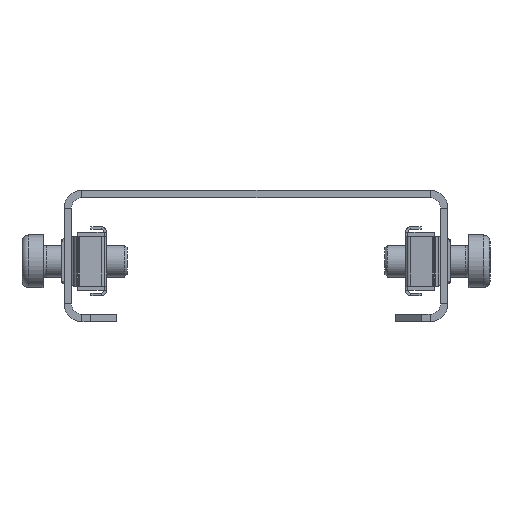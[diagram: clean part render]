
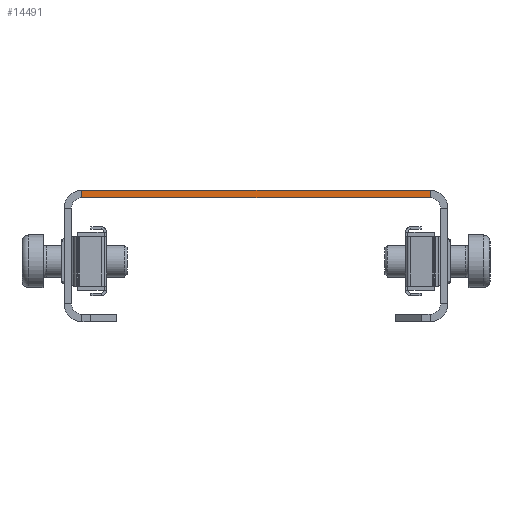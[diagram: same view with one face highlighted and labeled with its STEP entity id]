
A CAD part, left-side view. The second image highlights one B-rep face of the part: STEP entity #14491.
In plain terms, the highlighted planar face has unit normal (-1, 0, 0).
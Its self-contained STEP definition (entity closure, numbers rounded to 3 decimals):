
#777 = DIRECTION ( 'NONE',  ( 0., 1., 0. ) ) ;
#894 = FACE_OUTER_BOUND ( 'NONE', #19260, .T. ) ;
#1524 = VERTEX_POINT ( 'NONE', #13483 ) ;
#3802 = CARTESIAN_POINT ( 'NONE',  ( -195.5, 35.1, 9.1 ) ) ;
#5084 = CARTESIAN_POINT ( 'NONE',  ( -195.5, 36.5, 11.1 ) ) ;
#5506 = VERTEX_POINT ( 'NONE', #20170 ) ;
#5838 = PLANE ( 'NONE',  #21959 ) ;
#6795 = VECTOR ( 'NONE', #13960, 1000. ) ;
#7274 = VERTEX_POINT ( 'NONE', #22617 ) ;
#7279 = EDGE_CURVE ( 'NONE', #1524, #7274, #23656, .T. ) ;
#7340 = CARTESIAN_POINT ( 'NONE',  ( -195.5, 36.5, 12.5 ) ) ;
#8571 = ORIENTED_EDGE ( 'NONE', *, *, #28436, .T. ) ;
#8795 = VECTOR ( 'NONE', #23641, 1000. ) ;
#11026 = ORIENTED_EDGE ( 'NONE', *, *, #7279, .T. ) ;
#12474 = ORIENTED_EDGE ( 'NONE', *, *, #18585, .F. ) ;
#13483 = CARTESIAN_POINT ( 'NONE',  ( -195.5, -33.1, 12.5 ) ) ;
#13880 = EDGE_CURVE ( 'NONE', #5506, #1524, #14649, .T. ) ;
#13960 = DIRECTION ( 'NONE',  ( 0., 1., 0. ) ) ;
#14491 = ADVANCED_FACE ( 'NONE', ( #894 ), #5838, .T. ) ;
#14649 = LINE ( 'NONE', #28075, #8795 ) ;
#15958 = ORIENTED_EDGE ( 'NONE', *, *, #13880, .T. ) ;
#16084 = CARTESIAN_POINT ( 'NONE',  ( -195.5, 33.1, 11.1 ) ) ;
#17151 = VERTEX_POINT ( 'NONE', #16084 ) ;
#18482 = LINE ( 'NONE', #23668, #23289 ) ;
#18585 = EDGE_CURVE ( 'NONE', #5506, #17151, #20288, .T. ) ;
#19260 = EDGE_LOOP ( 'NONE', ( #11026, #8571, #12474, #15958 ) ) ;
#20170 = CARTESIAN_POINT ( 'NONE',  ( -195.5, -33.1, 11.1 ) ) ;
#20288 = LINE ( 'NONE', #5084, #23341 ) ;
#21215 = DIRECTION ( 'NONE',  ( -1., 0., 0. ) ) ;
#21959 = AXIS2_PLACEMENT_3D ( 'NONE', #3802, #21215, #27945 ) ;
#22617 = CARTESIAN_POINT ( 'NONE',  ( -195.5, 33.1, 12.5 ) ) ;
#23289 = VECTOR ( 'NONE', #23756, 1000. ) ;
#23341 = VECTOR ( 'NONE', #777, 1000. ) ;
#23641 = DIRECTION ( 'NONE',  ( 0., 0., 1. ) ) ;
#23656 = LINE ( 'NONE', #7340, #6795 ) ;
#23668 = CARTESIAN_POINT ( 'NONE',  ( -195.5, 33.1, 12.5 ) ) ;
#23756 = DIRECTION ( 'NONE',  ( 0., 0., -1. ) ) ;
#27945 = DIRECTION ( 'NONE',  ( 0., 0., 1. ) ) ;
#28075 = CARTESIAN_POINT ( 'NONE',  ( -195.5, -33.1, 11.1 ) ) ;
#28436 = EDGE_CURVE ( 'NONE', #7274, #17151, #18482, .T. ) ;
